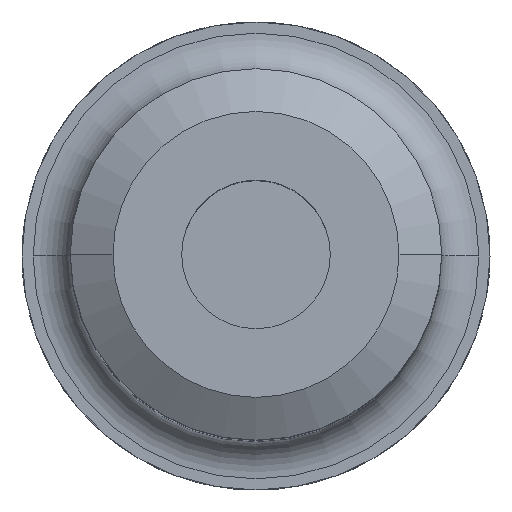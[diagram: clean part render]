
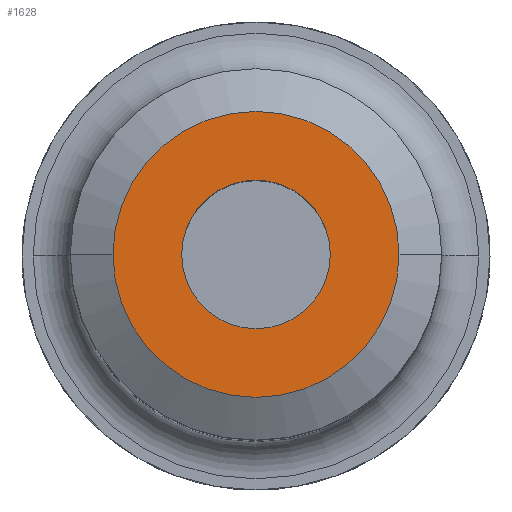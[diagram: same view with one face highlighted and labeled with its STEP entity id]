
A CAD part, top view. The second image highlights one B-rep face of the part: STEP entity #1628.
In plain terms, the highlighted planar face has unit normal (0, 0, 1).
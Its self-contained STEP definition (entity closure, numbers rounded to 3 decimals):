
#17 = AXIS2_PLACEMENT_3D ( 'NONE', #1601, #1603, #41 ) ;
#19 = DIRECTION ( 'NONE',  ( 1., 0., 0. ) ) ;
#41 = DIRECTION ( 'NONE',  ( -1., 0., 0. ) ) ;
#55 = VERTEX_POINT ( 'NONE', #215 ) ;
#79 = DIRECTION ( 'NONE',  ( 0., 0., -1. ) ) ;
#150 = DIRECTION ( 'NONE',  ( 0., 0., -1. ) ) ;
#196 = ORIENTED_EDGE ( 'NONE', *, *, #278, .F. ) ;
#215 = CARTESIAN_POINT ( 'NONE',  ( 10., 0., 150. ) ) ;
#248 = VERTEX_POINT ( 'NONE', #885 ) ;
#278 = EDGE_CURVE ( 'NONE', #248, #1245, #592, .T. ) ;
#474 = DIRECTION ( 'NONE',  ( 0., 0., -1. ) ) ;
#479 = EDGE_LOOP ( 'NONE', ( #567, #1655 ) ) ;
#488 = CARTESIAN_POINT ( 'NONE',  ( 0., 0., 150. ) ) ;
#549 = CIRCLE ( 'NONE', #639, 10. ) ;
#558 = CARTESIAN_POINT ( 'NONE',  ( 0., 0., 150. ) ) ;
#567 = ORIENTED_EDGE ( 'NONE', *, *, #1238, .T. ) ;
#570 = EDGE_CURVE ( 'NONE', #55, #660, #1574, .T. ) ;
#592 = CIRCLE ( 'NONE', #17, 19.25 ) ;
#639 = AXIS2_PLACEMENT_3D ( 'NONE', #1539, #474, #1846 ) ;
#660 = VERTEX_POINT ( 'NONE', #1454 ) ;
#719 = PLANE ( 'NONE',  #759 ) ;
#759 = AXIS2_PLACEMENT_3D ( 'NONE', #1017, #1002, #19 ) ;
#885 = CARTESIAN_POINT ( 'NONE',  ( -19.25, 0., 150. ) ) ;
#904 = FACE_BOUND ( 'NONE', #479, .T. ) ;
#988 = ORIENTED_EDGE ( 'NONE', *, *, #1048, .F. ) ;
#1002 = DIRECTION ( 'NONE',  ( 0., 0., 1. ) ) ;
#1017 = CARTESIAN_POINT ( 'NONE',  ( 0., 19.25, 150. ) ) ;
#1018 = CIRCLE ( 'NONE', #1158, 19.25 ) ;
#1048 = EDGE_CURVE ( 'NONE', #1245, #248, #1018, .T. ) ;
#1132 = FACE_OUTER_BOUND ( 'NONE', #1242, .T. ) ;
#1150 = DIRECTION ( 'NONE',  ( -1., 0., 0. ) ) ;
#1158 = AXIS2_PLACEMENT_3D ( 'NONE', #488, #79, #1200 ) ;
#1200 = DIRECTION ( 'NONE',  ( -1., 0., 0. ) ) ;
#1238 = EDGE_CURVE ( 'NONE', #660, #55, #549, .T. ) ;
#1242 = EDGE_LOOP ( 'NONE', ( #196, #988 ) ) ;
#1245 = VERTEX_POINT ( 'NONE', #1801 ) ;
#1446 = AXIS2_PLACEMENT_3D ( 'NONE', #558, #150, #1150 ) ;
#1454 = CARTESIAN_POINT ( 'NONE',  ( -10., 0., 150. ) ) ;
#1539 = CARTESIAN_POINT ( 'NONE',  ( 0., 0., 150. ) ) ;
#1574 = CIRCLE ( 'NONE', #1446, 10. ) ;
#1601 = CARTESIAN_POINT ( 'NONE',  ( 0., 0., 150. ) ) ;
#1603 = DIRECTION ( 'NONE',  ( 0., 0., -1. ) ) ;
#1628 = ADVANCED_FACE ( 'NONE', ( #904, #1132 ), #719, .T. ) ;
#1655 = ORIENTED_EDGE ( 'NONE', *, *, #570, .T. ) ;
#1801 = CARTESIAN_POINT ( 'NONE',  ( 19.25, 0., 150. ) ) ;
#1846 = DIRECTION ( 'NONE',  ( -1., 0., 0. ) ) ;
